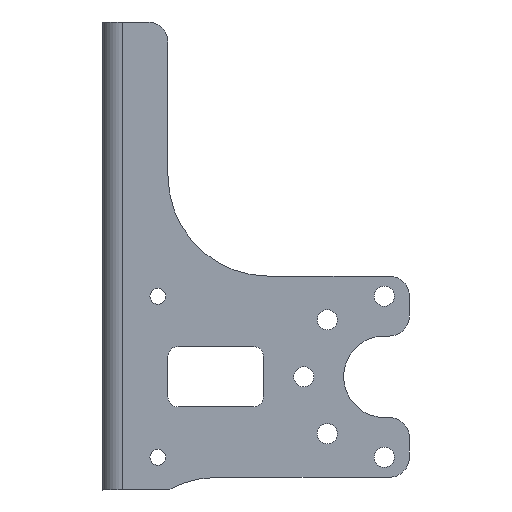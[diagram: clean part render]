
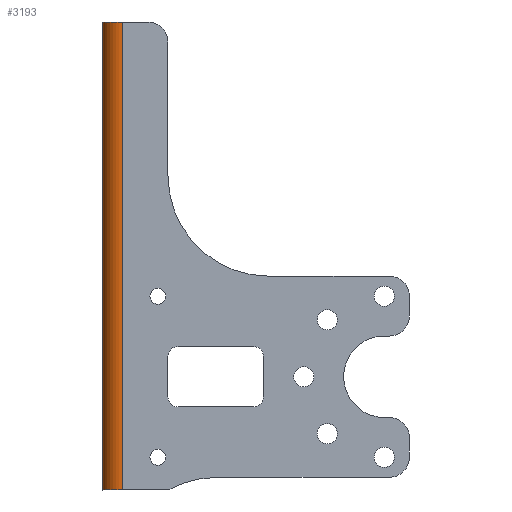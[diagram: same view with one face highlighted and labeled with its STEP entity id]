
A CAD part, left-side view. The second image highlights one B-rep face of the part: STEP entity #3193.
In plain terms, the highlighted cylindrical face has radius 2 mm (diameter 4 mm), a partial arc.
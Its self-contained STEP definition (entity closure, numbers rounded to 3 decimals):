
#670=CARTESIAN_POINT('',(-18.5,26.,-11.25));
#671=DIRECTION('',(0.,0.,-1.));
#672=DIRECTION('',(-1.,0.,0.));
#673=AXIS2_PLACEMENT_3D('',#670,#671,#672);
#684=DIRECTION('',(0.,0.,-1.));
#685=VECTOR('',#684,46.5);
#686=CARTESIAN_POINT('',(-18.5,28.,35.25));
#687=LINE('',#686,#685);
#688=DIRECTION('',(0.,0.,1.));
#689=VECTOR('',#688,46.5);
#690=CARTESIAN_POINT('',(-20.5,26.,-11.25));
#691=LINE('',#690,#689);
#701=CARTESIAN_POINT('',(-18.5,26.,35.25));
#702=DIRECTION('',(0.,0.,1.));
#703=DIRECTION('',(0.,1.,0.));
#704=AXIS2_PLACEMENT_3D('',#701,#702,#703);
#2080=CARTESIAN_POINT('',(-20.5,26.,35.25));
#2081=VERTEX_POINT('',#2080);
#2082=CARTESIAN_POINT('',(-20.5,26.,-11.25));
#2083=VERTEX_POINT('',#2082);
#2118=CARTESIAN_POINT('',(-18.5,28.,-11.25));
#2120=VERTEX_POINT('',#2118);
#2126=CARTESIAN_POINT('',(-18.5,28.,35.25));
#2127=VERTEX_POINT('',#2126);
#3180=CARTESIAN_POINT('',(-18.5,26.,12.));
#3181=DIRECTION('',(0.,0.,-1.));
#3182=DIRECTION('',(-1.,0.,0.));
#3183=AXIS2_PLACEMENT_3D('',#3180,#3181,#3182);
#3184=CYLINDRICAL_SURFACE('',#3183,2.);
#3185=ORIENTED_EDGE('',*,*,#2597,.F.);
#3187=ORIENTED_EDGE('',*,*,#3186,.T.);
#3189=ORIENTED_EDGE('',*,*,#3188,.F.);
#3190=ORIENTED_EDGE('',*,*,#3171,.T.);
#3191=EDGE_LOOP('',(#3185,#3187,#3189,#3190));
#3192=FACE_OUTER_BOUND('',#3191,.F.);
#3193=ADVANCED_FACE('',(#3192),#3184,.T.);
#674=CIRCLE('',#673,2.);
#705=CIRCLE('',#704,2.);
#2597=EDGE_CURVE('',#2127,#2120,#687,.T.);
#3171=EDGE_CURVE('',#2083,#2120,#674,.T.);
#3186=EDGE_CURVE('',#2127,#2081,#705,.T.);
#3188=EDGE_CURVE('',#2083,#2081,#691,.T.);
